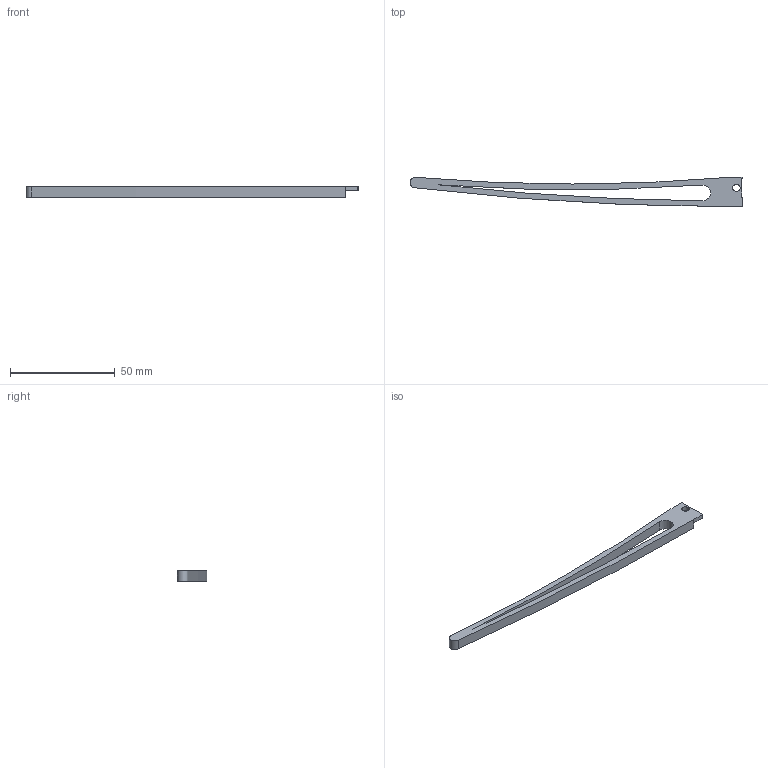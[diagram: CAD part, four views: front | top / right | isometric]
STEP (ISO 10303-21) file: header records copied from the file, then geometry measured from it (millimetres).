
FILE_DESCRIPTION(/* description */ (''),/* implementation_level */ '2;1');
FILE_NAME(/* name */ 'leg part 2 v4.step',/* time_stamp */ '2023-03-24T15:54:42+05:30',/* author */ (''),/* organization */ (''),/* preprocessor_version */ 'ST-DEVELOPER v19.2',/* originating_system */ 'Autodesk Translation Framework v11.17.0.187',/* authorisation */ '');
FILE_SCHEMA (('AUTOMOTIVE_DESIGN { 1 0 10303 214 3 1 1 }'));
Length unit declared in the file: millimetre
Products named in the file (2): leg part 2; leg part 2_1
Assembly tree (1 placements, depth 2):
  leg part 2
    leg part 2_1
Bounding box: 158.5 x 14 x 5 mm (x, y, z)
Volume: 4635.4 mm3; surface area: 4922.4 mm2
Topology: 1 solids, 1 shells, 19 faces, 49 edges, 32 vertices
Faces by surface type: plane 10, cylinder 9
Full cylindrical faces by diameter (mm): 3.5 x1
Entity records: 646 total; most frequent: DIRECTION 111, CARTESIAN_POINT 103, ORIENTED_EDGE 98, EDGE_CURVE 49, AXIS2_PLACEMENT_3D 40, VERTEX_POINT 32, LINE 31, VECTOR 31
